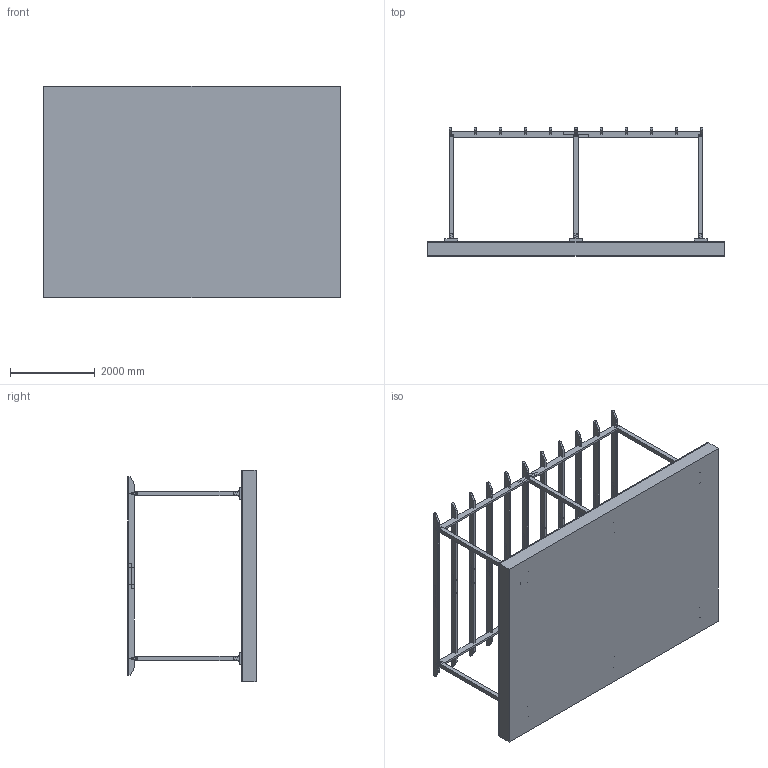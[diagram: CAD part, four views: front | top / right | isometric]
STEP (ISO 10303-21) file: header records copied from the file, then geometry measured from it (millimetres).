
FILE_DESCRIPTION(/* description */ (''),/* implementation_level */ '2;1');
FILE_NAME(/* name */ 'Assembly1.stp',/* time_stamp */ '2024-07-10T12:54:34-06:00',/* author */ ('cecit'),/* organization */ (''),/* preprocessor_version */ 'ST-DEVELOPER v20',/* originating_system */ 'Autodesk Inventor 2024',/* authorisation */ '');
FILE_SCHEMA (('AUTOMOTIVE_DESIGN { 1 0 10303 214 3 1 1 }'));
Products named in the file (18): Assembly1; DIB_SOP; PASTO_para ensamble; PASTO; SOPORTES_para ensamble; HORMIGON-BARRENOS; SOPORTE; ANCLAJE; TORNILLO BASE; PILAR; TORNILLO_MADERA; LATERALES; TRAVESAÑO; TRABESAÑOS; TORNILLO_MADERA_5in; varilla; tuerca; arandela
Assembly tree (66 placements, depth 5):
  Assembly1
    DIB_SOP
      LATERALES  x2
      PASTO_para ensamble
        PASTO
        SOPORTES_para ensamble  x6
          HORMIGON-BARRENOS
          SOPORTE
          ANCLAJE
          TORNILLO BASE
          PILAR
          TORNILLO_MADERA
      TRAVESAÑO  x11
        TORNILLO_MADERA_5in
        TRABESAÑOS
        varilla
        tuerca
        arandela
      varilla  x4
      tuerca  x4
      arandela  x8
Bounding box: 7000 x 3030.4 x 5000 mm (x, y, z)
Volume: 12934951057.6 mm3; surface area: 186753932.1 mm2
Topology: 267 solids, 267 shells, 5098 faces, 12282 edges, 7776 vertices
Faces by surface type: plane 2564, cylinder 1320, bspline 724, cone 394, torus 48, sphere 48
Full cylindrical faces by diameter (mm): 4.2 x542, 5 x96, 6.2 x34, 10 x288, 11 x24, 12.7 x24, 13 x24, 15 x24, 20 x128
Entity records: 25105 total; most frequent: CARTESIAN_POINT 15125, ORIENTED_EDGE 1880, DIRECTION 1765, EDGE_CURVE 940, LINE 609, VECTOR 609, VERTEX_POINT 608, AXIS2_PLACEMENT_3D 578
